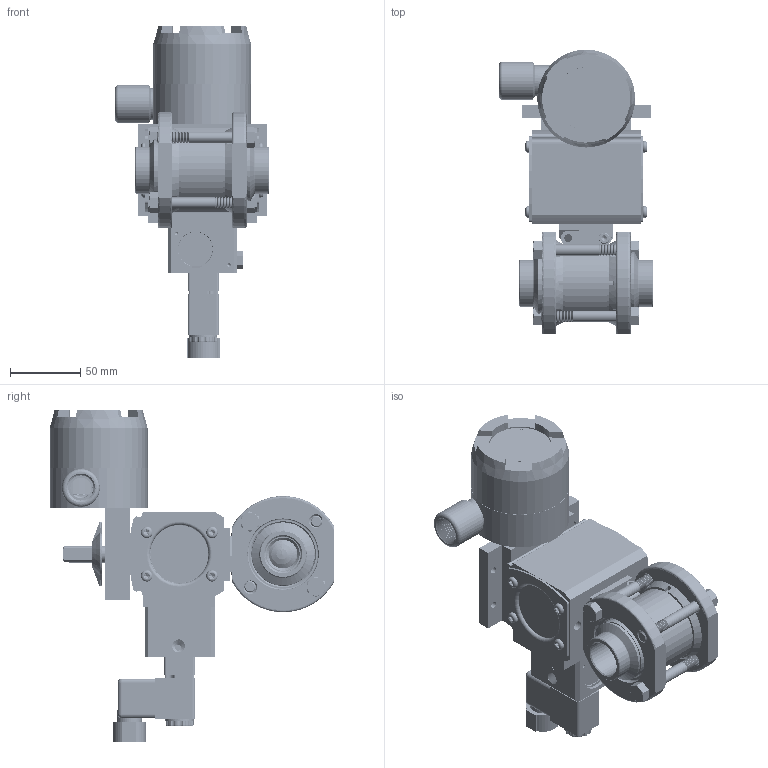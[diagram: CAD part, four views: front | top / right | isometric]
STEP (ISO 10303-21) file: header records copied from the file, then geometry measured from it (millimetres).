
FILE_DESCRIPTION (( 'STEP AP203' ), '1' );
FILE_NAME ('28XXTSWSA512D4GPDCLS.step', '2018-09-05T12:59:54', ( '' ), ( '' ), 'SwSTEP 2.0', 'SolidWorks 2018', '' );
FILE_SCHEMA (( 'CONFIG_CONTROL_DESIGN' ));
Length unit declared in the file: inch
Products named in the file (1): 28XXTSWSA512D4GPDCLS
Bounding box: 109.49 x 201.99 x 235.76 mm (x, y, z)
Volume: 753745.9 mm3; surface area: 280100 mm2
Topology: 52 solids, 52 shells, 4598 faces, 11996 edges, 7473 vertices
Faces by surface type: cylinder 2018, cone 1429, plane 753, torus 198, bspline 194, sphere 6
Entity records: 214186 total; most frequent: CARTESIAN_POINT 104846, ORIENTED_EDGE 23636, DIRECTION 23072, EDGE_CURVE 11818, AXIS2_PLACEMENT_3D 9302, VERTEX_POINT 7469, EDGE_LOOP 4919, CIRCLE 4897
